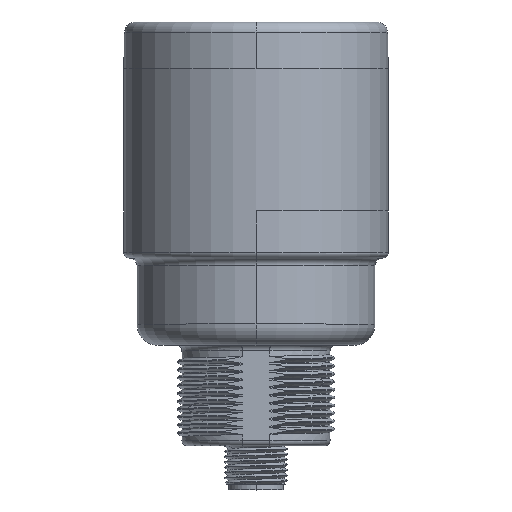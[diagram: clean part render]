
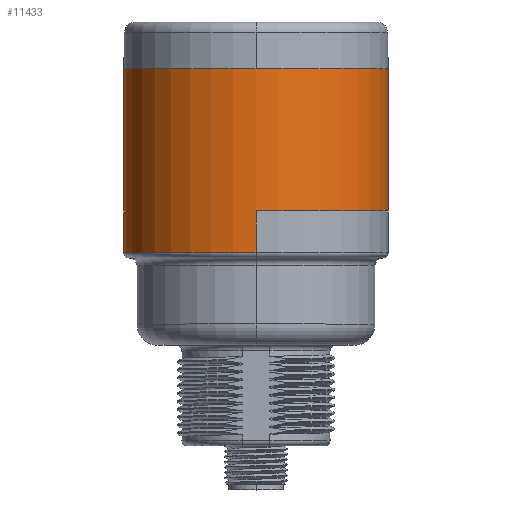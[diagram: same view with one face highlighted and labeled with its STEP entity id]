
A CAD part, top view. The second image highlights one B-rep face of the part: STEP entity #11433.
In plain terms, the highlighted cylindrical face has radius 25 mm (diameter 50 mm), a partial arc.
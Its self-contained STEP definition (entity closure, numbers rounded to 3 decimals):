
#2229=CARTESIAN_POINT('',(0.,49.3,0.));
#2230=DIRECTION('',(0.,-1.,0.));
#2231=DIRECTION('',(1.,0.,0.));
#2232=AXIS2_PLACEMENT_3D('',#2229,#2230,#2231);
#2234=DIRECTION('',(0.,1.,0.));
#2235=VECTOR('',#2234,7.9);
#2236=CARTESIAN_POINT('',(0.,14.5,25.));
#2237=LINE('',#2236,#2235);
#2238=CARTESIAN_POINT('',(0.,14.5,0.));
#2239=DIRECTION('',(0.,-1.,0.));
#2240=DIRECTION('',(0.,0.,1.));
#2241=AXIS2_PLACEMENT_3D('',#2238,#2239,#2240);
#2243=DIRECTION('',(0.,1.,0.));
#2244=VECTOR('',#2243,7.9);
#2245=CARTESIAN_POINT('',(0.,14.5,-25.));
#2246=LINE('',#2245,#2244);
#2247=CARTESIAN_POINT('',(0.,22.4,0.));
#2248=DIRECTION('',(0.,-1.,0.));
#2249=DIRECTION('',(-1.,0.,0.));
#2250=AXIS2_PLACEMENT_3D('',#2247,#2248,#2249);
#2252=DIRECTION('',(0.,1.,0.));
#2253=VECTOR('',#2252,26.9);
#2254=CARTESIAN_POINT('',(-25.,22.4,0.));
#2255=LINE('',#2254,#2253);
#2256=CARTESIAN_POINT('',(0.,49.3,0.));
#2257=DIRECTION('',(0.,-1.,0.));
#2258=DIRECTION('',(0.,0.,1.));
#2259=AXIS2_PLACEMENT_3D('',#2256,#2257,#2258);
#2284=CARTESIAN_POINT('',(0.,22.4,0.));
#2285=DIRECTION('',(0.,-1.,0.));
#2286=DIRECTION('',(1.,0.,0.));
#2287=AXIS2_PLACEMENT_3D('',#2284,#2285,#2286);
#2289=DIRECTION('',(0.,1.,0.));
#2290=VECTOR('',#2289,26.9);
#2291=CARTESIAN_POINT('',(25.,22.4,0.));
#2292=LINE('',#2291,#2290);
#9031=CARTESIAN_POINT('',(0.,14.5,-25.));
#9032=CARTESIAN_POINT('',(0.,14.5,25.));
#9033=VERTEX_POINT('',#9031);
#9034=VERTEX_POINT('',#9032);
#9244=CARTESIAN_POINT('',(25.,22.4,0.));
#9245=CARTESIAN_POINT('',(0.,22.4,25.));
#9246=VERTEX_POINT('',#9244);
#9247=VERTEX_POINT('',#9245);
#9248=CARTESIAN_POINT('',(-25.,22.4,0.));
#9249=CARTESIAN_POINT('',(0.,22.4,-25.));
#9250=VERTEX_POINT('',#9248);
#9251=VERTEX_POINT('',#9249);
#9260=CARTESIAN_POINT('',(-25.,49.3,0.));
#9262=VERTEX_POINT('',#9260);
#9264=CARTESIAN_POINT('',(25.,49.3,0.));
#9265=VERTEX_POINT('',#9264);
#9266=CARTESIAN_POINT('',(0.,49.3,25.));
#9267=VERTEX_POINT('',#9266);
#11409=CARTESIAN_POINT('',(0.,24.62,0.));
#11410=DIRECTION('',(0.,-1.,0.));
#11411=DIRECTION('',(0.,0.,1.));
#11412=AXIS2_PLACEMENT_3D('',#11409,#11410,#11411);
#11413=CYLINDRICAL_SURFACE('',#11412,25.);
#11415=ORIENTED_EDGE('',*,*,#11414,.F.);
#11417=ORIENTED_EDGE('',*,*,#11416,.F.);
#11419=ORIENTED_EDGE('',*,*,#11418,.T.);
#11421=ORIENTED_EDGE('',*,*,#11420,.F.);
#11422=ORIENTED_EDGE('',*,*,#11399,.T.);
#11424=ORIENTED_EDGE('',*,*,#11423,.T.);
#11426=ORIENTED_EDGE('',*,*,#11425,.F.);
#11428=ORIENTED_EDGE('',*,*,#11427,.T.);
#11430=ORIENTED_EDGE('',*,*,#11429,.F.);
#11431=EDGE_LOOP('',(#11415,#11417,#11419,#11421,#11422,#11424,#11426,#11428,
#11430));
#11432=FACE_OUTER_BOUND('',#11431,.F.);
#11433=ADVANCED_FACE('',(#11432),#11413,.T.);
#2233=CIRCLE('',#2232,25.);
#2242=CIRCLE('',#2241,25.);
#2251=CIRCLE('',#2250,25.);
#2260=CIRCLE('',#2259,25.);
#2288=CIRCLE('',#2287,25.);
#11399=EDGE_CURVE('',#9034,#9033,#2242,.T.);
#11414=EDGE_CURVE('',#9265,#9267,#2233,.T.);
#11416=EDGE_CURVE('',#9246,#9265,#2292,.T.);
#11418=EDGE_CURVE('',#9246,#9247,#2288,.T.);
#11420=EDGE_CURVE('',#9034,#9247,#2237,.T.);
#11423=EDGE_CURVE('',#9033,#9251,#2246,.T.);
#11425=EDGE_CURVE('',#9250,#9251,#2251,.T.);
#11427=EDGE_CURVE('',#9250,#9262,#2255,.T.);
#11429=EDGE_CURVE('',#9267,#9262,#2260,.T.);
